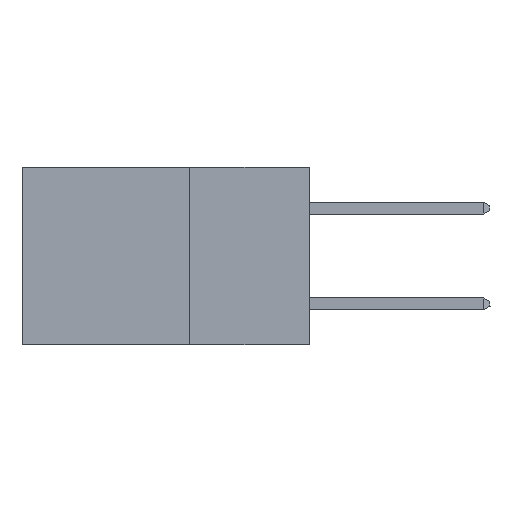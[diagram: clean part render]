
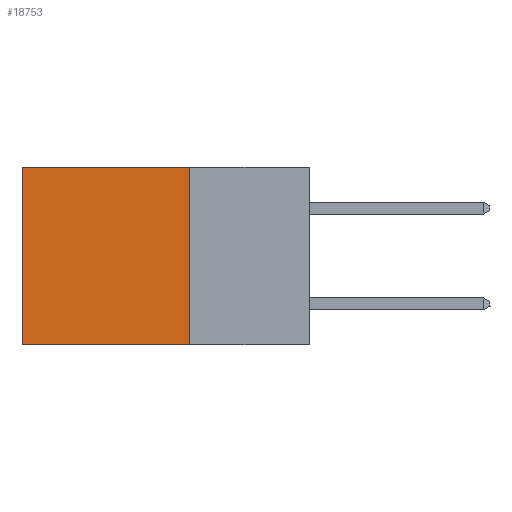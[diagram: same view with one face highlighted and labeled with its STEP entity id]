
A CAD part, left-side view. The second image highlights one B-rep face of the part: STEP entity #18753.
In plain terms, the highlighted planar face has unit normal (-1, 0, 0).
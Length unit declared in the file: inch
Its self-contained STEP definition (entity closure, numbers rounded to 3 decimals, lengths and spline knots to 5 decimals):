
#33 = DIRECTION ( 'NONE',  ( 0., 0., -1. ) ) ;
#974 = FACE_OUTER_BOUND ( 'NONE', #4373, .T. ) ;
#1564 = DIRECTION ( 'NONE',  ( 0., 0., -1. ) ) ;
#3481 = CARTESIAN_POINT ( 'NONE',  ( 0.2875, 0.25, 0. ) ) ;
#3593 = DIRECTION ( 'NONE',  ( 0., 1., 0. ) ) ;
#4167 = LINE ( 'NONE', #29296, #29054 ) ;
#4373 = EDGE_LOOP ( 'NONE', ( #30062, #14614, #14777, #16791 ) ) ;
#4562 = VERTEX_POINT ( 'NONE', #15565 ) ;
#4632 = LINE ( 'NONE', #30156, #23371 ) ;
#7552 = VERTEX_POINT ( 'NONE', #9125 ) ;
#8632 = VECTOR ( 'NONE', #3593, 39.37008 ) ;
#9125 = CARTESIAN_POINT ( 'NONE',  ( 0.2875, 0.6, -0.37 ) ) ;
#9236 = DIRECTION ( 'NONE',  ( 0., 0., -1. ) ) ;
#12225 = LINE ( 'NONE', #13779, #15256 ) ;
#13779 = CARTESIAN_POINT ( 'NONE',  ( 0.2875, 0.25, 0. ) ) ;
#14032 = DIRECTION ( 'NONE',  ( 1., 0., 0. ) ) ;
#14614 = ORIENTED_EDGE ( 'NONE', *, *, #21474, .F. ) ;
#14777 = ORIENTED_EDGE ( 'NONE', *, *, #26911, .F. ) ;
#15071 = LINE ( 'NONE', #3481, #8632 ) ;
#15256 = VECTOR ( 'NONE', #1564, 39.37008 ) ;
#15309 = DIRECTION ( 'NONE',  ( 0., 1., 0. ) ) ;
#15565 = CARTESIAN_POINT ( 'NONE',  ( 0.2875, 0.25, 0. ) ) ;
#16249 = AXIS2_PLACEMENT_3D ( 'NONE', #30976, #14032, #9236 ) ;
#16791 = ORIENTED_EDGE ( 'NONE', *, *, #19564, .T. ) ;
#17133 = CARTESIAN_POINT ( 'NONE',  ( 0.2875, 0.25, -0.37 ) ) ;
#18753 = ADVANCED_FACE ( 'NONE', ( #974 ), #21087, .F. ) ;
#19564 = EDGE_CURVE ( 'NONE', #4562, #28786, #15071, .T. ) ;
#21087 = PLANE ( 'NONE',  #16249 ) ;
#21474 = EDGE_CURVE ( 'NONE', #29933, #7552, #4632, .T. ) ;
#22309 = EDGE_CURVE ( 'NONE', #28786, #7552, #4167, .T. ) ;
#23371 = VECTOR ( 'NONE', #15309, 39.37008 ) ;
#26911 = EDGE_CURVE ( 'NONE', #4562, #29933, #12225, .T. ) ;
#28786 = VERTEX_POINT ( 'NONE', #29497 ) ;
#29054 = VECTOR ( 'NONE', #33, 39.37008 ) ;
#29296 = CARTESIAN_POINT ( 'NONE',  ( 0.2875, 0.6, 0. ) ) ;
#29497 = CARTESIAN_POINT ( 'NONE',  ( 0.2875, 0.6, 0. ) ) ;
#29933 = VERTEX_POINT ( 'NONE', #17133 ) ;
#30062 = ORIENTED_EDGE ( 'NONE', *, *, #22309, .T. ) ;
#30156 = CARTESIAN_POINT ( 'NONE',  ( 0.2875, 0.25, -0.37 ) ) ;
#30976 = CARTESIAN_POINT ( 'NONE',  ( 0.2875, 0.25, 0. ) ) ;
